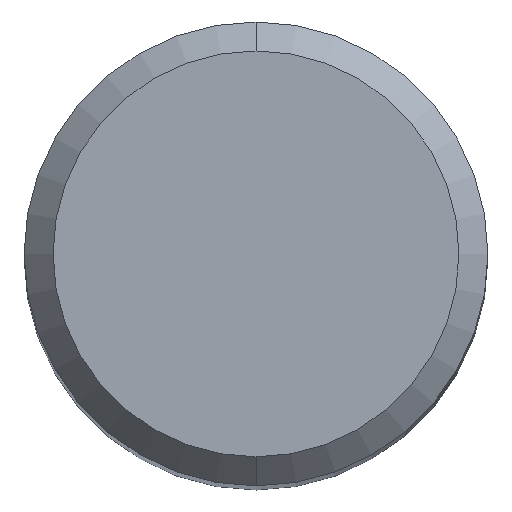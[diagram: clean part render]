
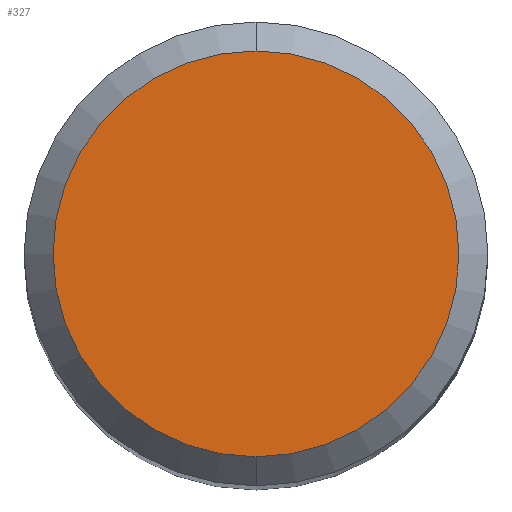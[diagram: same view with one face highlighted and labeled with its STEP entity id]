
A CAD part, top view. The second image highlights one B-rep face of the part: STEP entity #327.
In plain terms, the highlighted planar face has unit normal (0, 0, 1).
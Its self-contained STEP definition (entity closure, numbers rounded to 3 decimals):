
#273=VERTEX_POINT('',#667);
#327=ADVANCED_FACE('',(#728),#729,.T.);
#347=EDGE_CURVE('',#485,#273,#750,.T.);
#437=EDGE_CURVE('',#273,#485,#848,.T.);
#485=VERTEX_POINT('',#901);
#667=CARTESIAN_POINT('',(0.,-2.8,0.0));
#728=FACE_OUTER_BOUND('',#1261,.T.);
#729=PLANE('',#1262);
#750=CIRCLE('',#1287,2.8);
#848=CIRCLE('',#1480,2.8);
#901=CARTESIAN_POINT('',(0.0,2.8,0.0));
#1261=EDGE_LOOP('',(#1947,#1948));
#1262=AXIS2_PLACEMENT_3D('',#1949,#1950,#1951);
#1287=AXIS2_PLACEMENT_3D('',#1965,#1966,#1967);
#1480=AXIS2_PLACEMENT_3D('',#2068,#2069,#2070);
#1947=ORIENTED_EDGE('',*,*,#347,.F.);
#1948=ORIENTED_EDGE('',*,*,#437,.F.);
#1949=CARTESIAN_POINT('',(0.0,1.4,0.0));
#1950=DIRECTION('',(-0.0,0.0,1.0));
#1951=DIRECTION('',(0.0,-1.0,0.0));
#1965=CARTESIAN_POINT('',(0.0,0.0,0.0));
#1966=DIRECTION('',(0.0,0.0,-1.0));
#1967=DIRECTION('',(0.0,1.0,0.0));
#2068=CARTESIAN_POINT('',(0.0,0.0,0.0));
#2069=DIRECTION('',(0.0,0.0,-1.0));
#2070=DIRECTION('',(0.0,1.0,0.0));
